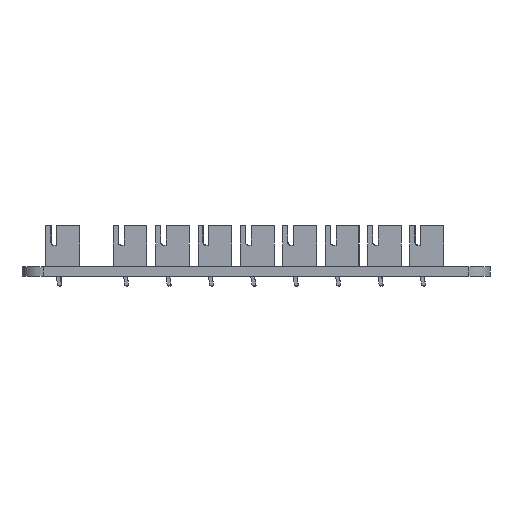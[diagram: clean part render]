
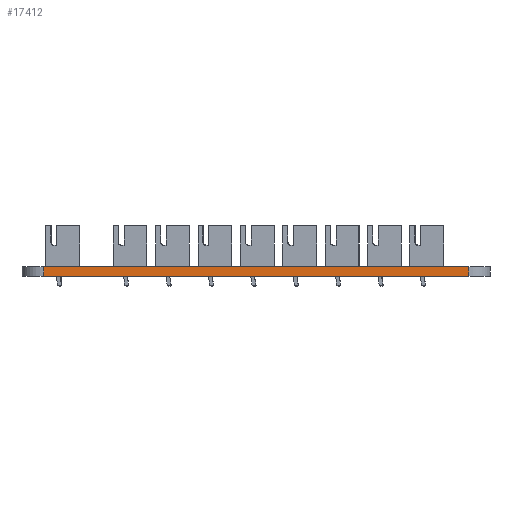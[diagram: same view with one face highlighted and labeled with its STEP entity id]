
A CAD part, left-side view. The second image highlights one B-rep face of the part: STEP entity #17412.
In plain terms, the highlighted planar face has unit normal (-1, 0, 0).
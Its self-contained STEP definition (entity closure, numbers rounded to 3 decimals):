
#17412 = ADVANCED_FACE('',(#17413),#17427,.T.);
#17413 = FACE_BOUND('',#17414,.T.);
#17414 = EDGE_LOOP('',(#17415,#17450,#17478,#17506));
#17415 = ORIENTED_EDGE('',*,*,#17416,.T.);
#17416 = EDGE_CURVE('',#17417,#17419,#17421,.T.);
#17417 = VERTEX_POINT('',#17418);
#17418 = CARTESIAN_POINT('',(25.,-101.4,0.));
#17419 = VERTEX_POINT('',#17420);
#17420 = CARTESIAN_POINT('',(25.,-101.4,1.6));
#17421 = SURFACE_CURVE('',#17422,(#17426,#17438),.PCURVE_S1.);
#17422 = LINE('',#17423,#17424);
#17423 = CARTESIAN_POINT('',(25.,-101.4,0.));
#17424 = VECTOR('',#17425,1.);
#17425 = DIRECTION('',(0.,0.,1.));
#17426 = PCURVE('',#17427,#17432);
#17427 = PLANE('',#17428);
#17428 = AXIS2_PLACEMENT_3D('',#17429,#17430,#17431);
#17429 = CARTESIAN_POINT('',(25.,-101.4,0.));
#17430 = DIRECTION('',(-1.,0.,0.));
#17431 = DIRECTION('',(0.,1.,0.));
#17432 = DEFINITIONAL_REPRESENTATION('',(#17433),#17437);
#17433 = LINE('',#17434,#17435);
#17434 = CARTESIAN_POINT('',(0.,0.));
#17435 = VECTOR('',#17436,1.);
#17436 = DIRECTION('',(0.,-1.));
#17437 = ( GEOMETRIC_REPRESENTATION_CONTEXT(2) 
PARAMETRIC_REPRESENTATION_CONTEXT() REPRESENTATION_CONTEXT('2D SPACE',''
  ) );
#17438 = PCURVE('',#17439,#17444);
#17439 = CYLINDRICAL_SURFACE('',#17440,3.6);
#17440 = AXIS2_PLACEMENT_3D('',#17441,#17442,#17443);
#17441 = CARTESIAN_POINT('',(28.6,-101.4,0.));
#17442 = DIRECTION('',(-0.,-0.,-1.));
#17443 = DIRECTION('',(1.,0.,-0.));
#17444 = DEFINITIONAL_REPRESENTATION('',(#17445),#17449);
#17445 = LINE('',#17446,#17447);
#17446 = CARTESIAN_POINT('',(-3.142,0.));
#17447 = VECTOR('',#17448,1.);
#17448 = DIRECTION('',(-0.,-1.));
#17449 = ( GEOMETRIC_REPRESENTATION_CONTEXT(2) 
PARAMETRIC_REPRESENTATION_CONTEXT() REPRESENTATION_CONTEXT('2D SPACE',''
  ) );
#17450 = ORIENTED_EDGE('',*,*,#17451,.T.);
#17451 = EDGE_CURVE('',#17419,#17452,#17454,.T.);
#17452 = VERTEX_POINT('',#17453);
#17453 = CARTESIAN_POINT('',(25.,-28.7,1.6));
#17454 = SURFACE_CURVE('',#17455,(#17459,#17466),.PCURVE_S1.);
#17455 = LINE('',#17456,#17457);
#17456 = CARTESIAN_POINT('',(25.,-101.4,1.6));
#17457 = VECTOR('',#17458,1.);
#17458 = DIRECTION('',(0.,1.,0.));
#17459 = PCURVE('',#17427,#17460);
#17460 = DEFINITIONAL_REPRESENTATION('',(#17461),#17465);
#17461 = LINE('',#17462,#17463);
#17462 = CARTESIAN_POINT('',(0.,-1.6));
#17463 = VECTOR('',#17464,1.);
#17464 = DIRECTION('',(1.,0.));
#17465 = ( GEOMETRIC_REPRESENTATION_CONTEXT(2) 
PARAMETRIC_REPRESENTATION_CONTEXT() REPRESENTATION_CONTEXT('2D SPACE',''
  ) );
#17466 = PCURVE('',#17467,#17472);
#17467 = PLANE('',#17468);
#17468 = AXIS2_PLACEMENT_3D('',#17469,#17470,#17471);
#17469 = CARTESIAN_POINT('',(65.,-65.012,1.6));
#17470 = DIRECTION('',(-0.,-0.,-1.));
#17471 = DIRECTION('',(-1.,0.,0.));
#17472 = DEFINITIONAL_REPRESENTATION('',(#17473),#17477);
#17473 = LINE('',#17474,#17475);
#17474 = CARTESIAN_POINT('',(40.,-36.388));
#17475 = VECTOR('',#17476,1.);
#17476 = DIRECTION('',(0.,1.));
#17477 = ( GEOMETRIC_REPRESENTATION_CONTEXT(2) 
PARAMETRIC_REPRESENTATION_CONTEXT() REPRESENTATION_CONTEXT('2D SPACE',''
  ) );
#17478 = ORIENTED_EDGE('',*,*,#17479,.F.);
#17479 = EDGE_CURVE('',#17480,#17452,#17482,.T.);
#17480 = VERTEX_POINT('',#17481);
#17481 = CARTESIAN_POINT('',(25.,-28.7,0.));
#17482 = SURFACE_CURVE('',#17483,(#17487,#17494),.PCURVE_S1.);
#17483 = LINE('',#17484,#17485);
#17484 = CARTESIAN_POINT('',(25.,-28.7,0.));
#17485 = VECTOR('',#17486,1.);
#17486 = DIRECTION('',(0.,0.,1.));
#17487 = PCURVE('',#17427,#17488);
#17488 = DEFINITIONAL_REPRESENTATION('',(#17489),#17493);
#17489 = LINE('',#17490,#17491);
#17490 = CARTESIAN_POINT('',(72.7,0.));
#17491 = VECTOR('',#17492,1.);
#17492 = DIRECTION('',(0.,-1.));
#17493 = ( GEOMETRIC_REPRESENTATION_CONTEXT(2) 
PARAMETRIC_REPRESENTATION_CONTEXT() REPRESENTATION_CONTEXT('2D SPACE',''
  ) );
#17494 = PCURVE('',#17495,#17500);
#17495 = CYLINDRICAL_SURFACE('',#17496,3.7);
#17496 = AXIS2_PLACEMENT_3D('',#17497,#17498,#17499);
#17497 = CARTESIAN_POINT('',(28.7,-28.7,0.));
#17498 = DIRECTION('',(-0.,-0.,-1.));
#17499 = DIRECTION('',(1.,0.,-0.));
#17500 = DEFINITIONAL_REPRESENTATION('',(#17501),#17505);
#17501 = LINE('',#17502,#17503);
#17502 = CARTESIAN_POINT('',(-3.142,0.));
#17503 = VECTOR('',#17504,1.);
#17504 = DIRECTION('',(-0.,-1.));
#17505 = ( GEOMETRIC_REPRESENTATION_CONTEXT(2) 
PARAMETRIC_REPRESENTATION_CONTEXT() REPRESENTATION_CONTEXT('2D SPACE',''
  ) );
#17506 = ORIENTED_EDGE('',*,*,#17507,.F.);
#17507 = EDGE_CURVE('',#17417,#17480,#17508,.T.);
#17508 = SURFACE_CURVE('',#17509,(#17513,#17520),.PCURVE_S1.);
#17509 = LINE('',#17510,#17511);
#17510 = CARTESIAN_POINT('',(25.,-101.4,0.));
#17511 = VECTOR('',#17512,1.);
#17512 = DIRECTION('',(0.,1.,0.));
#17513 = PCURVE('',#17427,#17514);
#17514 = DEFINITIONAL_REPRESENTATION('',(#17515),#17519);
#17515 = LINE('',#17516,#17517);
#17516 = CARTESIAN_POINT('',(0.,0.));
#17517 = VECTOR('',#17518,1.);
#17518 = DIRECTION('',(1.,0.));
#17519 = ( GEOMETRIC_REPRESENTATION_CONTEXT(2) 
PARAMETRIC_REPRESENTATION_CONTEXT() REPRESENTATION_CONTEXT('2D SPACE',''
  ) );
#17520 = PCURVE('',#17521,#17526);
#17521 = PLANE('',#17522);
#17522 = AXIS2_PLACEMENT_3D('',#17523,#17524,#17525);
#17523 = CARTESIAN_POINT('',(65.,-65.012,0.));
#17524 = DIRECTION('',(-0.,-0.,-1.));
#17525 = DIRECTION('',(-1.,0.,0.));
#17526 = DEFINITIONAL_REPRESENTATION('',(#17527),#17531);
#17527 = LINE('',#17528,#17529);
#17528 = CARTESIAN_POINT('',(40.,-36.388));
#17529 = VECTOR('',#17530,1.);
#17530 = DIRECTION('',(0.,1.));
#17531 = ( GEOMETRIC_REPRESENTATION_CONTEXT(2) 
PARAMETRIC_REPRESENTATION_CONTEXT() REPRESENTATION_CONTEXT('2D SPACE',''
  ) );
